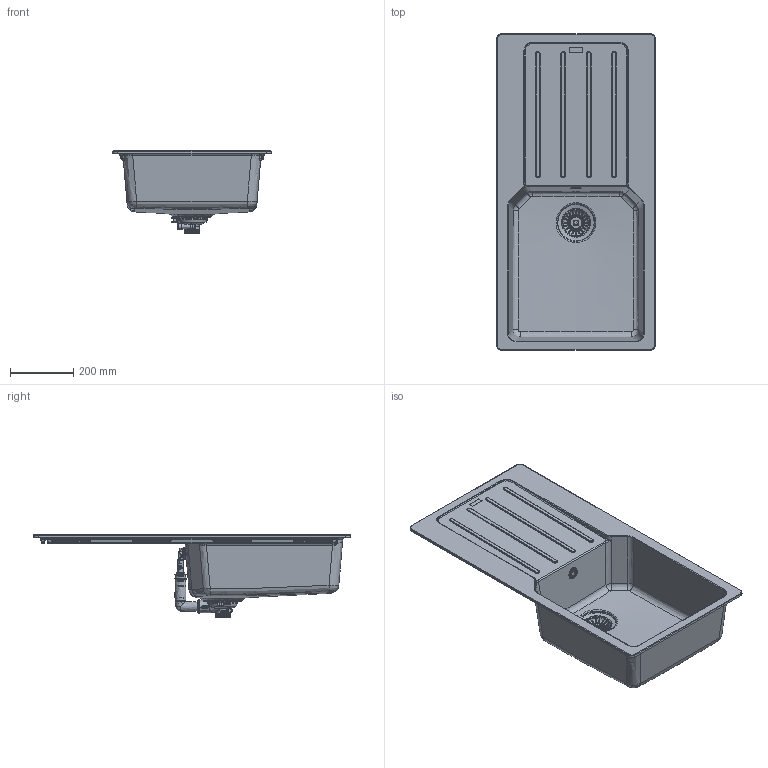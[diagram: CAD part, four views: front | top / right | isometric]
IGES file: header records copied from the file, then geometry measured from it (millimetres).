
Global section: file name: UCG 611-100; native system: Autodesk Inventor 2018; preprocessor: unknown; date: 20201103.144237; units: millimetre
Bounding box: 500 x 1000 x 261.66 mm (x, y, z)
Volume: 6954773.9 mm3; surface area: 1779271.4 mm2
Topology: 17 solids, 18 shells, 5021 faces, 13448 edges, 8627 vertices
Faces by surface type: bspline 5021
